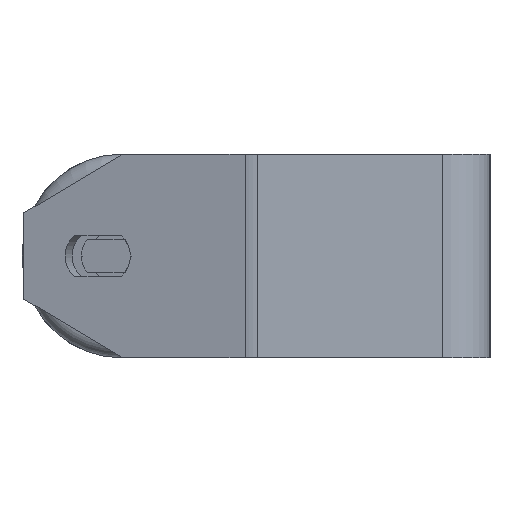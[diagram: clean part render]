
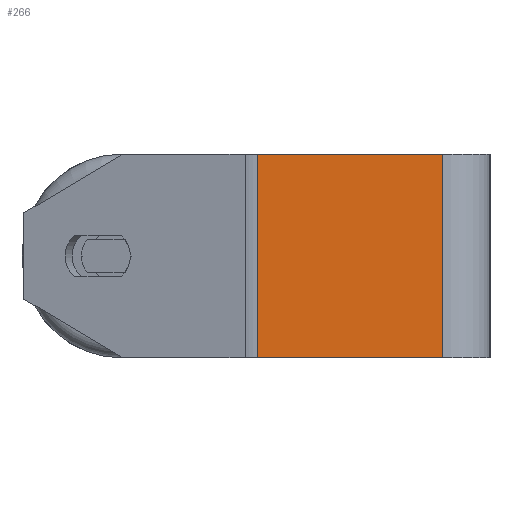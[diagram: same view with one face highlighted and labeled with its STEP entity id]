
A CAD part, left-side view. The second image highlights one B-rep face of the part: STEP entity #266.
In plain terms, the highlighted planar face has unit normal (-1, 0, 0).
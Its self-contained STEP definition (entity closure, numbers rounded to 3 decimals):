
#266 = ADVANCED_FACE ( 'NONE', ( #7432 ), #2301, .F. ) ;
#366 = CARTESIAN_POINT ( 'NONE',  ( -240., 70.42, 30. ) ) ;
#640 = CARTESIAN_POINT ( 'NONE',  ( -240., 14., -30. ) ) ;
#781 = CARTESIAN_POINT ( 'NONE',  ( -240., 70.42, -30. ) ) ;
#1105 = CARTESIAN_POINT ( 'NONE',  ( -240., 14., 30. ) ) ;
#1118 = DIRECTION ( 'NONE',  ( 0., -1., 0. ) ) ;
#1904 = ORIENTED_EDGE ( 'NONE', *, *, #7956, .T. ) ;
#1906 = ORIENTED_EDGE ( 'NONE', *, *, #2352, .F. ) ;
#2189 = DIRECTION ( 'NONE',  ( 0., -1., 0. ) ) ;
#2301 = PLANE ( 'NONE',  #8369 ) ;
#2352 = EDGE_CURVE ( 'NONE', #2936, #3417, #3964, .T. ) ;
#2936 = VERTEX_POINT ( 'NONE', #1105 ) ;
#2957 = VECTOR ( 'NONE', #1118, 1000. ) ;
#3338 = LINE ( 'NONE', #781, #7882 ) ;
#3417 = VERTEX_POINT ( 'NONE', #640 ) ;
#3614 = VECTOR ( 'NONE', #5932, 1000. ) ;
#3873 = LINE ( 'NONE', #3958, #3887 ) ;
#3887 = VECTOR ( 'NONE', #6438, 1000. ) ;
#3958 = CARTESIAN_POINT ( 'NONE',  ( -240., 68.577, 30. ) ) ;
#3964 = LINE ( 'NONE', #4006, #3614 ) ;
#4006 = CARTESIAN_POINT ( 'NONE',  ( -240., 14., 30. ) ) ;
#4335 = ORIENTED_EDGE ( 'NONE', *, *, #5836, .T. ) ;
#4900 = DIRECTION ( 'NONE',  ( 1., 0., 0. ) ) ;
#4929 = CARTESIAN_POINT ( 'NONE',  ( -240., 70.42, 30. ) ) ;
#5363 = EDGE_LOOP ( 'NONE', ( #1904, #1906, #5467, #4335 ) ) ;
#5467 = ORIENTED_EDGE ( 'NONE', *, *, #7377, .F. ) ;
#5836 = EDGE_CURVE ( 'NONE', #7823, #7237, #3873, .T. ) ;
#5932 = DIRECTION ( 'NONE',  ( 0., 0., -1. ) ) ;
#6297 = LINE ( 'NONE', #4929, #2957 ) ;
#6419 = CARTESIAN_POINT ( 'NONE',  ( -240., 68.577, 30. ) ) ;
#6438 = DIRECTION ( 'NONE',  ( 0., 0., -1. ) ) ;
#6702 = CARTESIAN_POINT ( 'NONE',  ( -240., 68.577, -30. ) ) ;
#7237 = VERTEX_POINT ( 'NONE', #6702 ) ;
#7377 = EDGE_CURVE ( 'NONE', #7823, #2936, #6297, .T. ) ;
#7432 = FACE_OUTER_BOUND ( 'NONE', #5363, .T. ) ;
#7515 = DIRECTION ( 'NONE',  ( 0., 0., -1. ) ) ;
#7823 = VERTEX_POINT ( 'NONE', #6419 ) ;
#7882 = VECTOR ( 'NONE', #2189, 1000. ) ;
#7956 = EDGE_CURVE ( 'NONE', #7237, #3417, #3338, .T. ) ;
#8369 = AXIS2_PLACEMENT_3D ( 'NONE', #366, #4900, #7515 ) ;
